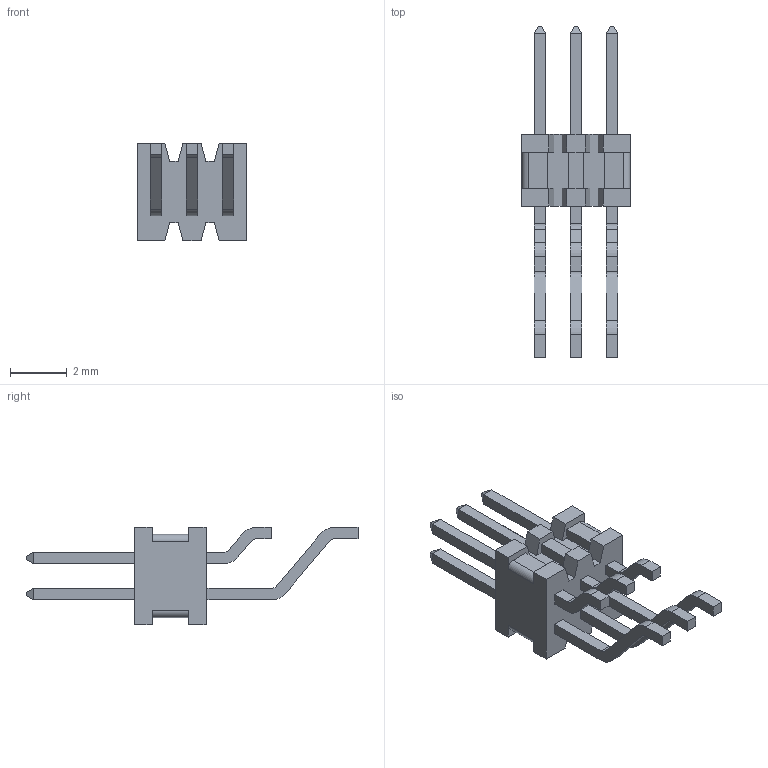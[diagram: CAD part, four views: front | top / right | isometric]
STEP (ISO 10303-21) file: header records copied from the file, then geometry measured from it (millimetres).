
FILE_DESCRIPTION (( 'STEP AP214' ), '1' );
FILE_NAME ('6.STEP', '2020-04-30T22:14:22', ( '' ), ( '' ), 'SwSTEP 2.0', 'SolidWorks 2018', '' );
FILE_SCHEMA (( 'AUTOMOTIVE_DESIGN' ));
Length unit declared in the file: inch
Products named in the file (1): 6
Bounding box: 3.81 x 11.66 x 3.43 mm (x, y, z)
Volume: 35.4 mm3; surface area: 201.1 mm2
Topology: 13 solids, 13 shells, 234 faces, 600 edges, 392 vertices
Faces by surface type: plane 206, cylinder 28
Entity records: 7684 total; most frequent: CARTESIAN_POINT 1227, ORIENTED_EDGE 1200, DIRECTION 1126, EDGE_CURVE 600, LINE 544, VECTOR 544, VERTEX_POINT 392, AXIS2_PLACEMENT_3D 291
